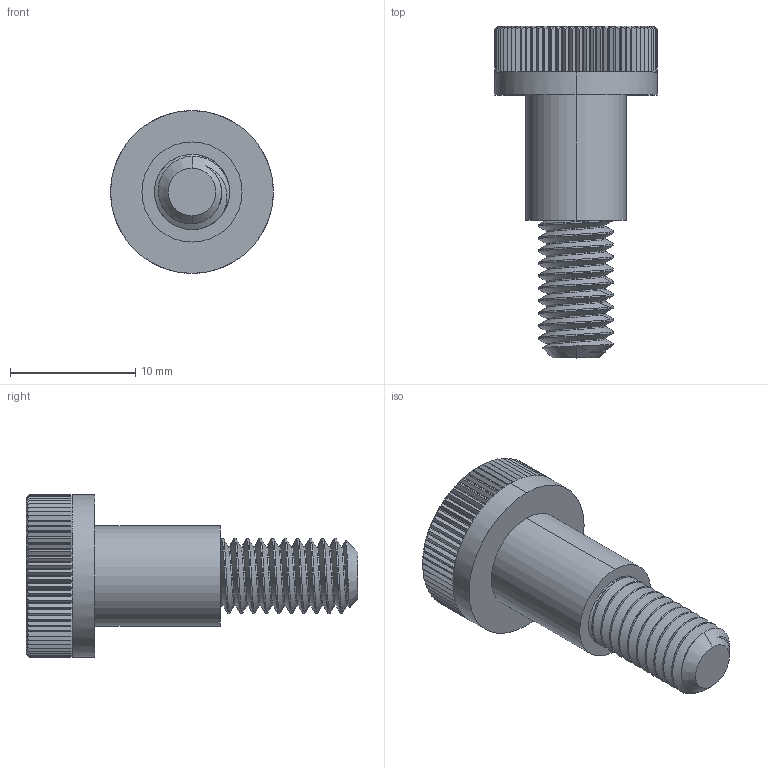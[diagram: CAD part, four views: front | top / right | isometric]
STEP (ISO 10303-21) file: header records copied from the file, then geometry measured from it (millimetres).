
FILE_DESCRIPTION (( 'STEP AP203' ), '1' );
FILE_NAME ('91319A207.step', '2008-04-22T14:49:38', ( '' ), ( '' ), 'SwSTEP 2.0', 'SolidWorks 2007', '' );
FILE_SCHEMA (( 'CONFIG_CONTROL_DESIGN' ));
Length unit declared in the file: millimetre
Products named in the file (1): 91319A207
Bounding box: 13 x 26.5 x 13 mm (x, y, z)
Volume: 1403.7 mm3; surface area: 1280.9 mm2
Topology: 1 solids, 1 shells, 489 faces, 1230 edges, 747 vertices
Faces by surface type: plane 229, cylinder 163, cone 74, bspline 23
Entity records: 23001 total; most frequent: CARTESIAN_POINT 12384, ORIENTED_EDGE 2460, DIRECTION 1891, EDGE_CURVE 1230, VERTEX_POINT 747, AXIS2_PLACEMENT_3D 716, EDGE_LOOP 493, ADVANCED_FACE 489
